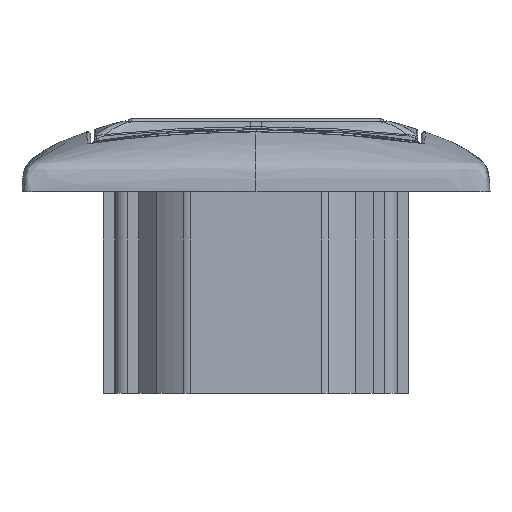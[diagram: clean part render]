
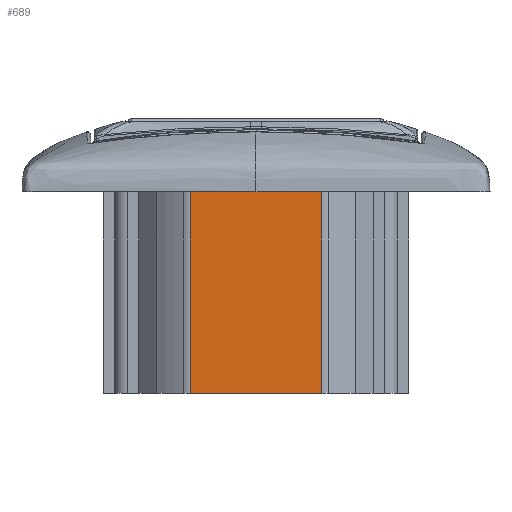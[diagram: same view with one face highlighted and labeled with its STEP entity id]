
A CAD part, front view. The second image highlights one B-rep face of the part: STEP entity #689.
In plain terms, the highlighted planar face has unit normal (0, -1, 0).
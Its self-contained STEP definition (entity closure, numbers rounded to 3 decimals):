
#689=ADVANCED_FACE('',(#36600),#36602,.T.);
#36600=FACE_BOUND('',#36601,.T.);
#36601=EDGE_LOOP('',(#41165,#41166,#41167,#41168));
#36602=PLANE('',#36603);
#36603=AXIS2_PLACEMENT_3D('',#36604,#36605,#36606);
#36604=CARTESIAN_POINT('',(11.496,-24.653,-1.191));
#36605=DIRECTION('',(0.,-1.,0.));
#36606=DIRECTION('',(-1.,0.,0.));
#41165=ORIENTED_EDGE('',*,*,#54614,.T.);
#41166=ORIENTED_EDGE('',*,*,#54701,.T.);
#41167=ORIENTED_EDGE('',*,*,#54702,.F.);
#41168=ORIENTED_EDGE('',*,*,#54703,.F.);
#54614=EDGE_CURVE('',#59529,#59527,#59530,.F.);
#54701=EDGE_CURVE('',#59527,#59662,#59664,.T.);
#54702=EDGE_CURVE('',#59665,#59662,#59666,.T.);
#54703=EDGE_CURVE('',#59529,#59665,#59667,.T.);
#59527=VERTEX_POINT('',#79038);
#59529=VERTEX_POINT('',#79043);
#59530=LINE('',#79044,#79045);
#59662=VERTEX_POINT('',#80402);
#59664=LINE('',#80407,#80408);
#59665=VERTEX_POINT('',#80410);
#59666=LINE('',#80411,#80412);
#59667=LINE('',#80414,#80415);
#79038=CARTESIAN_POINT('',(-11.496,-24.653,-1.191));
#79043=CARTESIAN_POINT('',(11.496,-24.653,-1.191));
#79044=CARTESIAN_POINT('',(-11.496,-24.653,-1.191));
#79045=VECTOR('',#79046,1.);
#79046=DIRECTION('',(1.,0.,0.));
#80402=CARTESIAN_POINT('',(-11.496,-24.653,-36.491));
#80407=CARTESIAN_POINT('',(-11.496,-24.653,-1.191));
#80408=VECTOR('',#80409,1.);
#80409=DIRECTION('',(0.,0.,-1.));
#80410=CARTESIAN_POINT('',(11.496,-24.653,-36.491));
#80411=CARTESIAN_POINT('',(11.496,-24.653,-36.491));
#80412=VECTOR('',#80413,1.);
#80413=DIRECTION('',(-1.,0.,0.));
#80414=CARTESIAN_POINT('',(11.496,-24.653,-1.191));
#80415=VECTOR('',#80416,1.);
#80416=DIRECTION('',(0.,0.,-1.));
